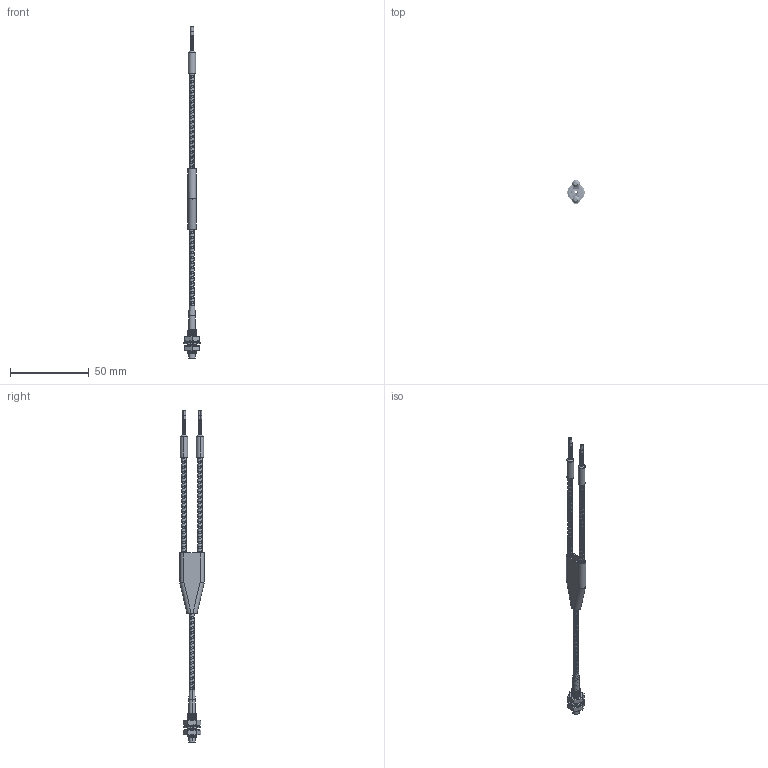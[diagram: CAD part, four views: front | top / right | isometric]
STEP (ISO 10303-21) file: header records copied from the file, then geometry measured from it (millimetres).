
FILE_DESCRIPTION((''),'2;1');
FILE_NAME('161868_ASM','2012-02-24T',('banengservice'),('BANNER ENGINEERING'),'PRO/ENGINEER BY PARAMETRIC TECHNOLOGY CORPORATION, 2009141','PRO/ENGINEER BY PARAMETRIC TECHNOLOGY CORPORATION, 2009141','');
FILE_SCHEMA(('CONFIG_CONTROL_DESIGN'));
Length unit declared in the file: inch
Products named in the file (8): SHRINK_TUBE_3X-12_X_1-5; SS_TUBING_STW_-120; 110532; FTI_B158134; 30920; 30921; COLLAR_15MM_X_4-06; 161868_ASM
Assembly tree (11 placements, depth 2):
  161868_ASM
    SHRINK_TUBE_3X-12_X_1-5
    SS_TUBING_STW_-120  x3
    110532  x2
    FTI_B158134
    30920
    30921  x2
    COLLAR_15MM_X_4-06
Bounding box: 11 x 15.24 x 210.17 mm (x, y, z)
Volume: 2848.6 mm3; surface area: 10144 mm2
Topology: 11 solids, 13 shells, 1197 faces, 2511 edges, 1337 vertices
Faces by surface type: torus 400, cone 278, bspline 232, cylinder 224, plane 63
Entity records: 37129 total; most frequent: CARTESIAN_POINT 23570, DIRECTION 2981, ORIENTED_EDGE 2694, EDGE_CURVE 1349, AXIS2_PLACEMENT_3D 1258, VERTEX_POINT 737, CIRCLE 696, EDGE_LOOP 640
